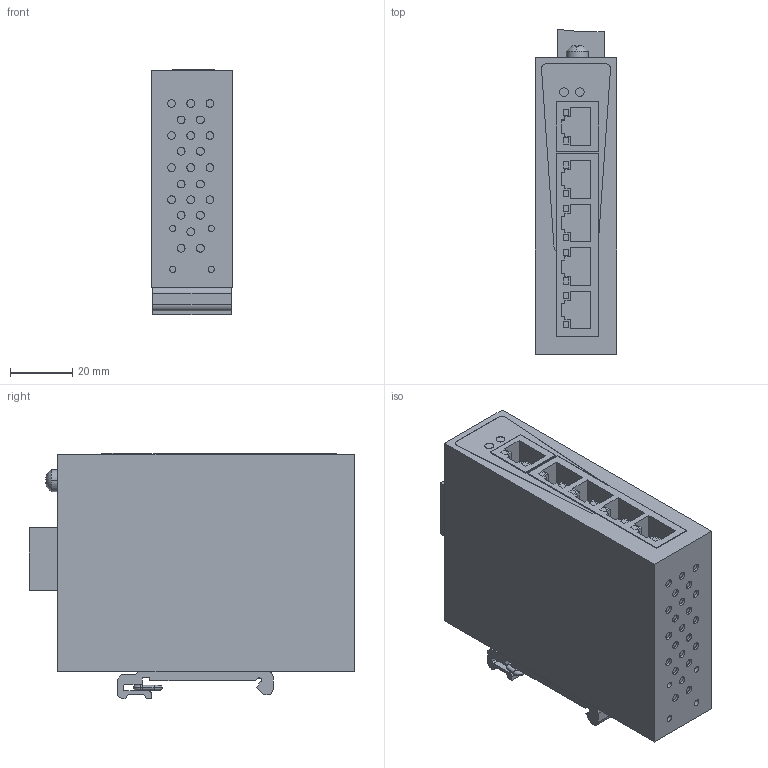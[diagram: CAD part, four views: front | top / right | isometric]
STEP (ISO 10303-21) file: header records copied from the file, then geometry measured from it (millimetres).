
FILE_DESCRIPTION(('CATIA V5 STEP Exchange','CAx-IF Rec.Pracs.--- Model Styling and Organization---1.4--- 2014-01-23'),'2;1');
FILE_NAME ('D1406566_2', '2021-12-08T14:04:58+00:00', ('none'), ('Weidmueller'), 'CATIA Version 5-6 Release 2016 SP3 HF44', 'CATIA V5 STEP AP214', 'none');
FILE_SCHEMA(('AUTOMOTIVE_DESIGN { 1 0 10303 214 1 1 1 1 }'));
Length unit declared in the file: millimetre
Products named in the file (1): S3D_IE_SW_EL05_5GT_5TX
Bounding box: 26.1 x 104.05 x 78.55 mm (x, y, z)
Volume: 173691.6 mm3; surface area: 38303.4 mm2
Topology: 23 solids, 23 shells, 581 faces, 1339 edges, 881 vertices
Faces by surface type: plane 420, cylinder 147, torus 12, sphere 2
Entity records: 16340 total; most frequent: CARTESIAN_POINT 3183, ORIENTED_EDGE 2678, DIRECTION 2154, EDGE_CURVE 1339, VECTOR 958, LINE 958, VERTEX_POINT 881, AXIS2_PLACEMENT_3D 746
